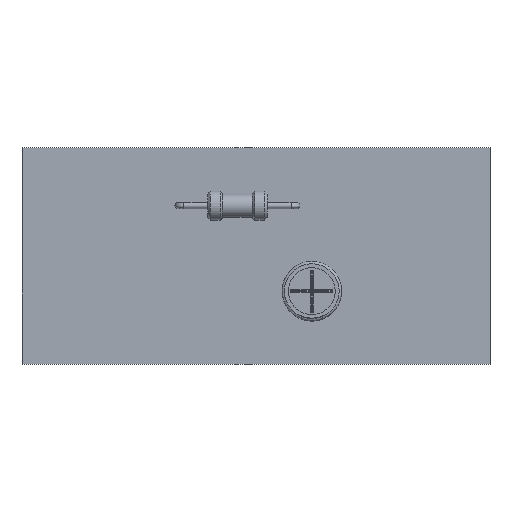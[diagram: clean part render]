
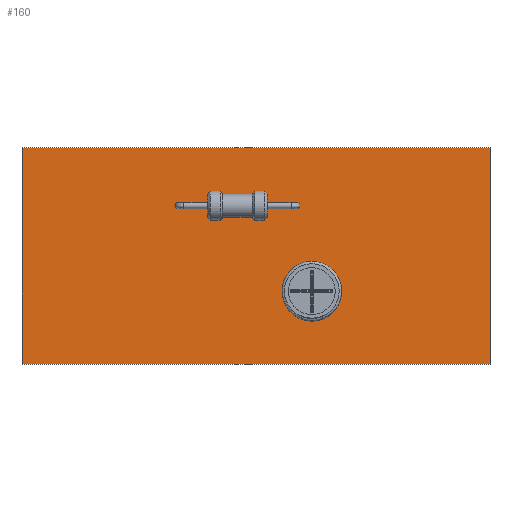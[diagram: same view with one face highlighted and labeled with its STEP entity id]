
A CAD part, top view. The second image highlights one B-rep face of the part: STEP entity #160.
In plain terms, the highlighted planar face has unit normal (0, 0, 1).
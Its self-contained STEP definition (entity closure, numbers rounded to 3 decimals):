
#41 = VERTEX_POINT('',#42);
#42 = CARTESIAN_POINT('',(-35.214,24.939,0.));
#59 = VERTEX_POINT('',#60);
#60 = CARTESIAN_POINT('',(4.734,24.939,0.));
#66 = EDGE_CURVE('',#41,#59,#67,.T.);
#67 = LINE('',#68,#69);
#68 = CARTESIAN_POINT('',(-35.214,24.939,0.));
#69 = VECTOR('',#70,1.);
#70 = DIRECTION('',(1.,0.,0.));
#90 = VERTEX_POINT('',#91);
#91 = CARTESIAN_POINT('',(4.734,6.494,0.));
#97 = EDGE_CURVE('',#59,#90,#98,.T.);
#98 = LINE('',#99,#100);
#99 = CARTESIAN_POINT('',(4.734,24.939,0.));
#100 = VECTOR('',#101,1.);
#101 = DIRECTION('',(0.,-1.,0.));
#121 = VERTEX_POINT('',#122);
#122 = CARTESIAN_POINT('',(-35.214,6.494,0.));
#128 = EDGE_CURVE('',#90,#121,#129,.T.);
#129 = LINE('',#130,#131);
#130 = CARTESIAN_POINT('',(4.734,6.494,0.));
#131 = VECTOR('',#132,1.);
#132 = DIRECTION('',(-1.,0.,0.));
#150 = EDGE_CURVE('',#121,#41,#151,.T.);
#151 = LINE('',#152,#153);
#152 = CARTESIAN_POINT('',(-35.214,6.494,0.));
#153 = VECTOR('',#154,1.);
#154 = DIRECTION('',(0.,1.,0.));
#160 = ADVANCED_FACE('',(#161),#167,.T.);
#161 = FACE_BOUND('',#162,.F.);
#162 = EDGE_LOOP('',(#163,#164,#165,#166));
#163 = ORIENTED_EDGE('',*,*,#66,.T.);
#164 = ORIENTED_EDGE('',*,*,#97,.T.);
#165 = ORIENTED_EDGE('',*,*,#128,.T.);
#166 = ORIENTED_EDGE('',*,*,#150,.T.);
#167 = PLANE('',#168);
#168 = AXIS2_PLACEMENT_3D('',#169,#170,#171);
#169 = CARTESIAN_POINT('',(-35.214,24.939,0.));
#170 = DIRECTION('',(0.,0.,1.));
#171 = DIRECTION('',(1.,0.,0.));
